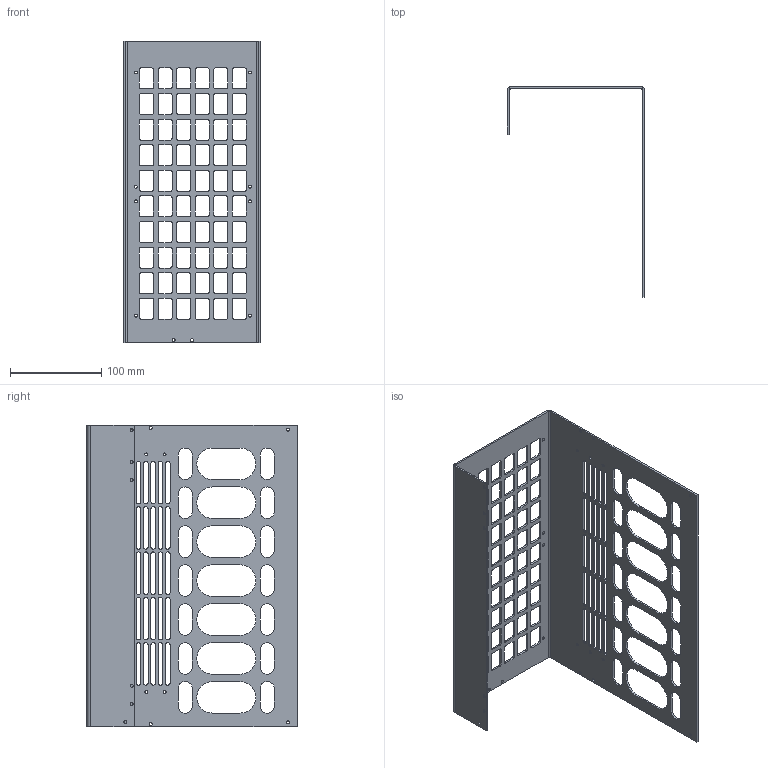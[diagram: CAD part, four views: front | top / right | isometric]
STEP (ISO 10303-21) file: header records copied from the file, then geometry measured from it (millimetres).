
FILE_DESCRIPTION (( 'STEP AP214' ), '1' );
FILE_NAME ('階啣.STEP', '2023-02-26T11:40:41', ( 'SIAT' ), ( 'HP Inc.' ), 'SwSTEP 2.0', 'SolidWorks 2018', '' );
FILE_SCHEMA (( 'AUTOMOTIVE_DESIGN' ));
Length unit declared in the file: millimetre
Products named in the file (1): 階啣
Bounding box: 150 x 230 x 330 mm (x, y, z)
Volume: 186042 mm3; surface area: 208142.9 mm2
Topology: 1 solids, 1 shells, 749 faces, 2225 edges, 1478 vertices
Faces by surface type: cylinder 399, plane 350
Entity records: 25899 total; most frequent: DIRECTION 4523, CARTESIAN_POINT 4453, ORIENTED_EDGE 4450, EDGE_CURVE 2225, AXIS2_PLACEMENT_3D 1548, VERTEX_POINT 1478, VECTOR 1427, LINE 1427
